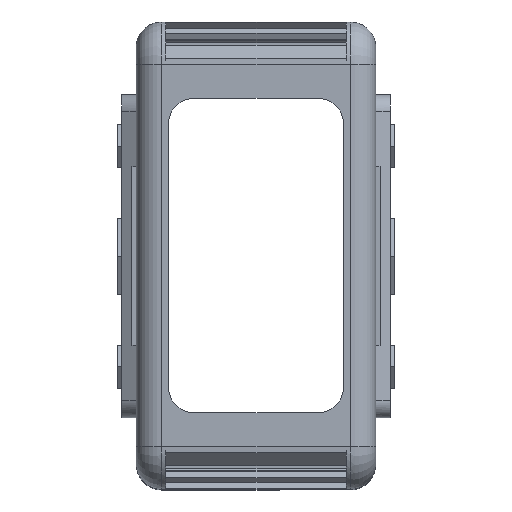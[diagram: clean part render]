
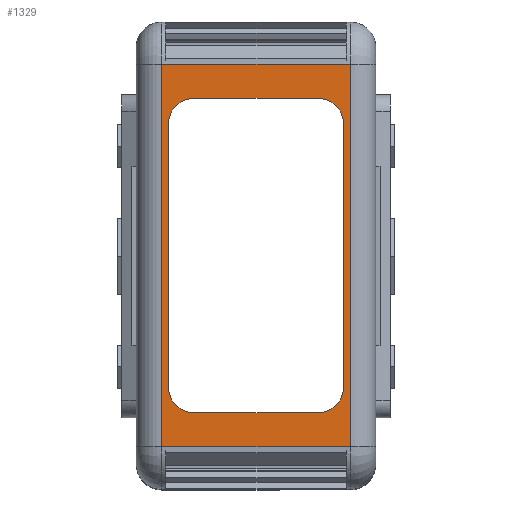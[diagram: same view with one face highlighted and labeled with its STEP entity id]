
A CAD part, top view. The second image highlights one B-rep face of the part: STEP entity #1329.
In plain terms, the highlighted planar face has unit normal (0, 0, 1).
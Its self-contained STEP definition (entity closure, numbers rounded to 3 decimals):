
#1259=AXIS2_PLACEMENT_3D('Plane Axis2P3D',#1256,#1257,#1258) ;
#1274=AXIS2_PLACEMENT_3D('Circle Axis2P3D',#1272,#1273,$) ;
#1288=AXIS2_PLACEMENT_3D('Circle Axis2P3D',#1286,#1287,$) ;
#1302=AXIS2_PLACEMENT_3D('Circle Axis2P3D',#1300,#1301,$) ;
#1316=AXIS2_PLACEMENT_3D('Circle Axis2P3D',#1314,#1315,$) ;
#615=CARTESIAN_POINT('Vertex',(27.4,5.,73.5)) ;
#618=CARTESIAN_POINT('Line Origine',(23.35,5.,73.5)) ;
#622=CARTESIAN_POINT('Vertex',(5.2,5.,73.5)) ;
#695=CARTESIAN_POINT('Vertex',(27.4,50.,73.5)) ;
#698=CARTESIAN_POINT('Line Origine',(27.4,27.5,73.5)) ;
#746=CARTESIAN_POINT('Line Origine',(23.35,50.,73.5)) ;
#750=CARTESIAN_POINT('Vertex',(5.2,50.,73.5)) ;
#1225=CARTESIAN_POINT('Vertex',(23.6,46.,73.5)) ;
#1230=CARTESIAN_POINT('Line Origine',(16.3,46.,73.5)) ;
#1234=CARTESIAN_POINT('Vertex',(9.,46.,73.5)) ;
#1256=CARTESIAN_POINT('Axis2P3D Location',(33.8,0.,73.5)) ;
#1261=CARTESIAN_POINT('Line Origine',(5.2,27.5,73.5)) ;
#1272=CARTESIAN_POINT('Axis2P3D Location',(23.6,43.,73.5)) ;
#1276=CARTESIAN_POINT('Vertex',(26.6,43.,73.5)) ;
#1279=CARTESIAN_POINT('Line Origine',(26.6,27.5,73.5)) ;
#1283=CARTESIAN_POINT('Vertex',(26.6,12.,73.5)) ;
#1286=CARTESIAN_POINT('Axis2P3D Location',(23.6,12.,73.5)) ;
#1290=CARTESIAN_POINT('Vertex',(23.6,9.,73.5)) ;
#1293=CARTESIAN_POINT('Line Origine',(16.3,9.,73.5)) ;
#1297=CARTESIAN_POINT('Vertex',(9.,9.,73.5)) ;
#1300=CARTESIAN_POINT('Axis2P3D Location',(9.,12.,73.5)) ;
#1304=CARTESIAN_POINT('Vertex',(6.,12.,73.5)) ;
#1307=CARTESIAN_POINT('Line Origine',(6.,27.5,73.5)) ;
#1311=CARTESIAN_POINT('Vertex',(6.,43.,73.5)) ;
#1314=CARTESIAN_POINT('Axis2P3D Location',(9.,43.,73.5)) ;
#619=DIRECTION('Vector Direction',(-1.,0.,0.)) ;
#699=DIRECTION('Vector Direction',(0.,-1.,0.)) ;
#747=DIRECTION('Vector Direction',(-1.,0.,0.)) ;
#1231=DIRECTION('Vector Direction',(-1.,0.,0.)) ;
#1257=DIRECTION('Axis2P3D Direction',(0.,0.,1.)) ;
#1258=DIRECTION('Axis2P3D XDirection',(0.,1.,0.)) ;
#1262=DIRECTION('Vector Direction',(0.,1.,0.)) ;
#1273=DIRECTION('Axis2P3D Direction',(0.,0.,1.)) ;
#1280=DIRECTION('Vector Direction',(0.,1.,0.)) ;
#1287=DIRECTION('Axis2P3D Direction',(0.,0.,1.)) ;
#1294=DIRECTION('Vector Direction',(1.,0.,0.)) ;
#1301=DIRECTION('Axis2P3D Direction',(0.,0.,1.)) ;
#1308=DIRECTION('Vector Direction',(0.,-1.,0.)) ;
#1315=DIRECTION('Axis2P3D Direction',(0.,0.,1.)) ;
#620=VECTOR('Line Direction',#619,1.) ;
#700=VECTOR('Line Direction',#699,1.) ;
#748=VECTOR('Line Direction',#747,1.) ;
#1232=VECTOR('Line Direction',#1231,1.) ;
#1263=VECTOR('Line Direction',#1262,1.) ;
#1281=VECTOR('Line Direction',#1280,1.) ;
#1295=VECTOR('Line Direction',#1294,1.) ;
#1309=VECTOR('Line Direction',#1308,1.) ;
#1267=ORIENTED_EDGE('',*,*,#752,.F.) ;
#1268=ORIENTED_EDGE('',*,*,#1265,.T.) ;
#1269=ORIENTED_EDGE('',*,*,#624,.T.) ;
#1270=ORIENTED_EDGE('',*,*,#702,.T.) ;
#1320=ORIENTED_EDGE('',*,*,#1236,.F.) ;
#1321=ORIENTED_EDGE('',*,*,#1278,.F.) ;
#1322=ORIENTED_EDGE('',*,*,#1285,.F.) ;
#1323=ORIENTED_EDGE('',*,*,#1292,.F.) ;
#1324=ORIENTED_EDGE('',*,*,#1299,.F.) ;
#1325=ORIENTED_EDGE('',*,*,#1306,.F.) ;
#1326=ORIENTED_EDGE('',*,*,#1313,.F.) ;
#1327=ORIENTED_EDGE('',*,*,#1318,.F.) ;
#1328=FACE_BOUND('',#1319,.T.) ;
#1329=ADVANCED_FACE('Hauptk\X2\00F6\X0\rper',(#1271,#1328),#1260,.T.) ;
#1275=CIRCLE('generated circle',#1274,3.) ;
#1289=CIRCLE('generated circle',#1288,3.) ;
#1303=CIRCLE('generated circle',#1302,3.) ;
#1317=CIRCLE('generated circle',#1316,3.) ;
#624=EDGE_CURVE('',#623,#616,#621,.F.) ;
#702=EDGE_CURVE('',#616,#696,#701,.F.) ;
#752=EDGE_CURVE('',#751,#696,#749,.F.) ;
#1236=EDGE_CURVE('',#1226,#1235,#1233,.T.) ;
#1265=EDGE_CURVE('',#751,#623,#1264,.F.) ;
#1278=EDGE_CURVE('',#1277,#1226,#1275,.T.) ;
#1285=EDGE_CURVE('',#1284,#1277,#1282,.T.) ;
#1292=EDGE_CURVE('',#1291,#1284,#1289,.T.) ;
#1299=EDGE_CURVE('',#1298,#1291,#1296,.T.) ;
#1306=EDGE_CURVE('',#1305,#1298,#1303,.T.) ;
#1313=EDGE_CURVE('',#1312,#1305,#1310,.T.) ;
#1318=EDGE_CURVE('',#1235,#1312,#1317,.T.) ;
#1266=EDGE_LOOP('',(#1267,#1268,#1269,#1270)) ;
#1319=EDGE_LOOP('',(#1320,#1321,#1322,#1323,#1324,#1325,#1326,#1327)) ;
#1271=FACE_OUTER_BOUND('',#1266,.T.) ;
#621=LINE('Line',#618,#620) ;
#701=LINE('Line',#698,#700) ;
#749=LINE('Line',#746,#748) ;
#1233=LINE('Line',#1230,#1232) ;
#1264=LINE('Line',#1261,#1263) ;
#1282=LINE('Line',#1279,#1281) ;
#1296=LINE('Line',#1293,#1295) ;
#1310=LINE('Line',#1307,#1309) ;
#1260=PLANE('',#1259) ;
#616=VERTEX_POINT('',#615) ;
#623=VERTEX_POINT('',#622) ;
#696=VERTEX_POINT('',#695) ;
#751=VERTEX_POINT('',#750) ;
#1226=VERTEX_POINT('',#1225) ;
#1235=VERTEX_POINT('',#1234) ;
#1277=VERTEX_POINT('',#1276) ;
#1284=VERTEX_POINT('',#1283) ;
#1291=VERTEX_POINT('',#1290) ;
#1298=VERTEX_POINT('',#1297) ;
#1305=VERTEX_POINT('',#1304) ;
#1312=VERTEX_POINT('',#1311) ;
